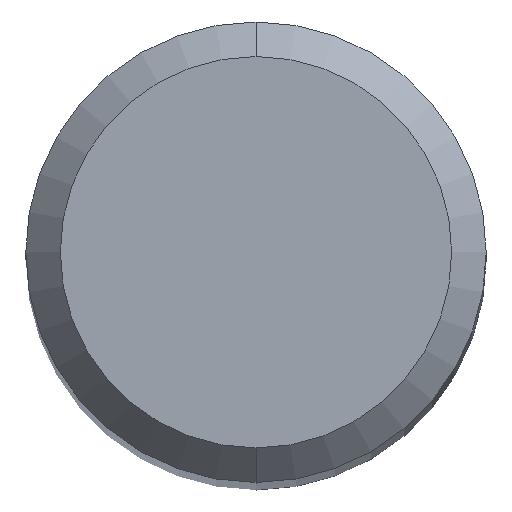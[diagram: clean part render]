
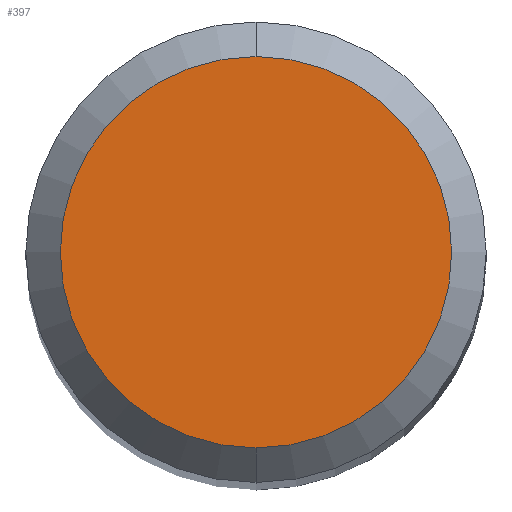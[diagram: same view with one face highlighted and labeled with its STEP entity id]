
A CAD part, top view. The second image highlights one B-rep face of the part: STEP entity #397.
In plain terms, the highlighted planar face has unit normal (0, 0, 1).
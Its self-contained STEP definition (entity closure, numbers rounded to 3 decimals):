
#271=VERTEX_POINT('',#605);
#291=EDGE_CURVE('',#271,#421,#626,.T.);
#337=EDGE_CURVE('',#421,#271,#675,.T.);
#397=ADVANCED_FACE('',(#743),#744,.T.);
#421=VERTEX_POINT('',#770);
#605=CARTESIAN_POINT('',(0.0,1.7,0.0));
#626=CIRCLE('',#1114,1.7);
#675=CIRCLE('',#1196,1.7);
#743=FACE_OUTER_BOUND('',#1343,.T.);
#744=PLANE('',#1344);
#770=CARTESIAN_POINT('',(0.,-1.7,0.0));
#1114=AXIS2_PLACEMENT_3D('',#1628,#1629,#1630);
#1196=AXIS2_PLACEMENT_3D('',#1666,#1667,#1668);
#1343=EDGE_LOOP('',(#1758,#1759));
#1344=AXIS2_PLACEMENT_3D('',#1760,#1761,#1762);
#1628=CARTESIAN_POINT('',(0.0,0.0,0.0));
#1629=DIRECTION('',(0.0,0.0,-1.0));
#1630=DIRECTION('',(0.0,1.0,0.0));
#1666=CARTESIAN_POINT('',(0.0,0.0,0.0));
#1667=DIRECTION('',(0.0,0.0,-1.0));
#1668=DIRECTION('',(0.0,1.0,0.0));
#1758=ORIENTED_EDGE('',*,*,#291,.F.);
#1759=ORIENTED_EDGE('',*,*,#337,.F.);
#1760=CARTESIAN_POINT('',(0.0,0.85,0.0));
#1761=DIRECTION('',(-0.0,0.0,1.0));
#1762=DIRECTION('',(0.0,-1.0,0.0));
